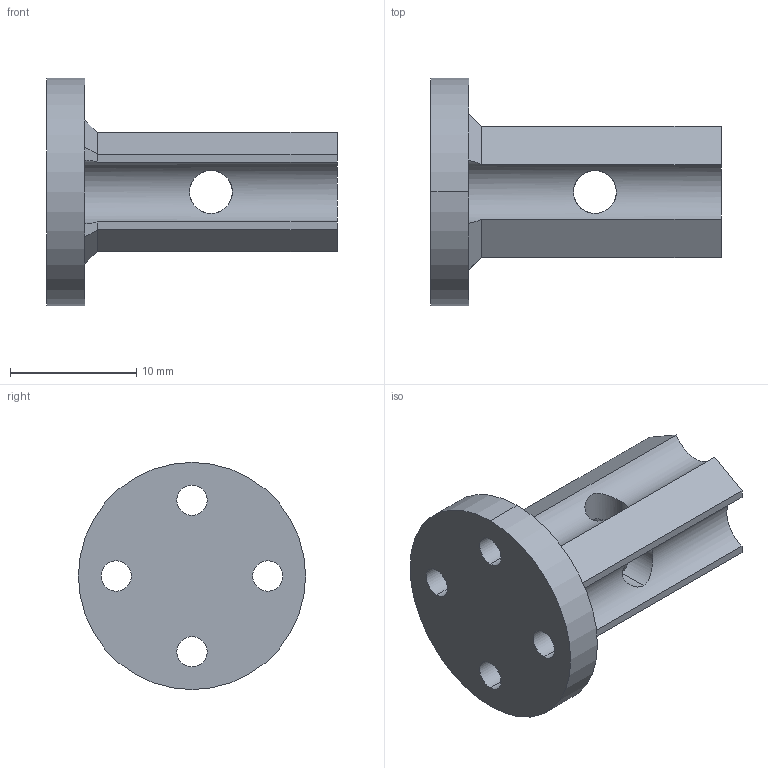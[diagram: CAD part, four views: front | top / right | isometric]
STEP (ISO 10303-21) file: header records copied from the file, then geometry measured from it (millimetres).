
FILE_DESCRIPTION (( 'STEP AP214' ), '1' );
FILE_NAME ('Connector.STEP', '2024-11-29T05:06:37', ( '' ), ( '' ), 'SwSTEP 2.0', 'SolidWorks 2024', '' );
FILE_SCHEMA (( 'AUTOMOTIVE_DESIGN' ));
Length unit declared in the file: millimetre
Products named in the file (1): Connector
Bounding box: 23 x 18 x 18 mm (x, y, z)
Volume: 1985.6 mm3; surface area: 1595 mm2
Topology: 1 solids, 1 shells, 46 faces, 126 edges, 80 vertices
Faces by surface type: cylinder 27, plane 19
Entity records: 1691 total; most frequent: CARTESIAN_POINT 521, ORIENTED_EDGE 252, DIRECTION 226, EDGE_CURVE 126, AXIS2_PLACEMENT_3D 81, VERTEX_POINT 80, LINE 64, VECTOR 64
